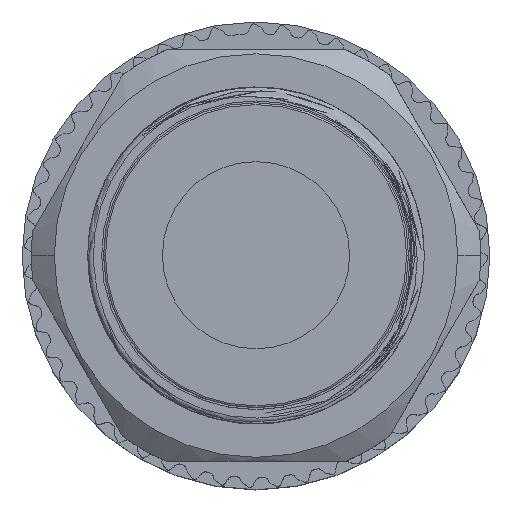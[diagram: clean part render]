
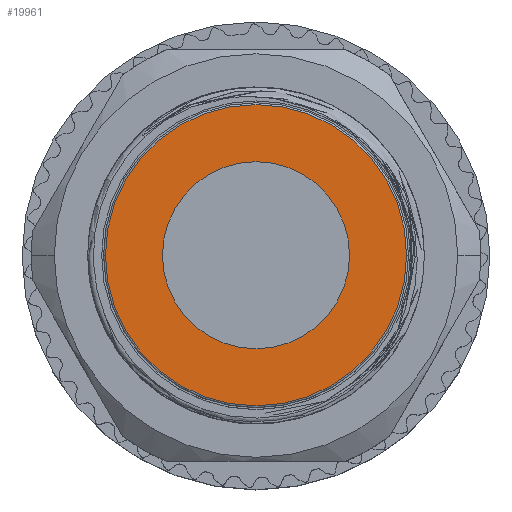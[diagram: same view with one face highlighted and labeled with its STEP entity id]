
A CAD part, top view. The second image highlights one B-rep face of the part: STEP entity #19961.
In plain terms, the highlighted planar face has unit normal (0, 0, 1).
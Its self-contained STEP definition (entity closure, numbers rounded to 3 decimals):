
#1093 = VERTEX_POINT ( 'NONE', #34043 ) ;
#1818 = AXIS2_PLACEMENT_3D ( 'NONE', #25656, #18881, #19448 ) ;
#2745 = EDGE_LOOP ( 'NONE', ( #10842, #35720 ) ) ;
#4869 = DIRECTION ( 'NONE',  ( 0., 0., 1. ) ) ;
#5138 = VERTEX_POINT ( 'NONE', #19365 ) ;
#5810 = CIRCLE ( 'NONE', #24876, 8.05 ) ;
#5868 = DIRECTION ( 'NONE',  ( 1., 0., 0. ) ) ;
#6159 = DIRECTION ( 'NONE',  ( 0., 0., 1. ) ) ;
#8294 = FACE_BOUND ( 'NONE', #2745, .T. ) ;
#8545 = CARTESIAN_POINT ( 'NONE',  ( 0., 0., 22.25 ) ) ;
#8850 = CIRCLE ( 'NONE', #27186, 5. ) ;
#10842 = ORIENTED_EDGE ( 'NONE', *, *, #38286, .F. ) ;
#11557 = CARTESIAN_POINT ( 'NONE',  ( 0., 0., 22.25 ) ) ;
#14775 = PLANE ( 'NONE',  #40854 ) ;
#14870 = DIRECTION ( 'NONE',  ( 1., 0., 0. ) ) ;
#16006 = CARTESIAN_POINT ( 'NONE',  ( 8.05, 0., 22.25 ) ) ;
#16113 = ORIENTED_EDGE ( 'NONE', *, *, #39904, .T. ) ;
#17475 = DIRECTION ( 'NONE',  ( 1., 0., 0. ) ) ;
#18265 = EDGE_CURVE ( 'NONE', #38348, #5138, #5810, .T. ) ;
#18881 = DIRECTION ( 'NONE',  ( 0., 0., 1. ) ) ;
#19365 = CARTESIAN_POINT ( 'NONE',  ( -8.05, 0., 22.25 ) ) ;
#19448 = DIRECTION ( 'NONE',  ( 1., 0., 0. ) ) ;
#19961 = ADVANCED_FACE ( 'NONE', ( #8294, #38947 ), #14775, .T. ) ;
#20087 = AXIS2_PLACEMENT_3D ( 'NONE', #8545, #4869, #14870 ) ;
#22580 = CIRCLE ( 'NONE', #20087, 5. ) ;
#23853 = DIRECTION ( 'NONE',  ( 0., 0., 1. ) ) ;
#24876 = AXIS2_PLACEMENT_3D ( 'NONE', #41321, #23853, #17475 ) ;
#25656 = CARTESIAN_POINT ( 'NONE',  ( 0., 0., 22.25 ) ) ;
#26648 = ORIENTED_EDGE ( 'NONE', *, *, #18265, .T. ) ;
#27186 = AXIS2_PLACEMENT_3D ( 'NONE', #29445, #6159, #5868 ) ;
#28650 = DIRECTION ( 'NONE',  ( 0., 0., 1. ) ) ;
#29445 = CARTESIAN_POINT ( 'NONE',  ( 0., 0., 22.25 ) ) ;
#29523 = VERTEX_POINT ( 'NONE', #38235 ) ;
#29580 = EDGE_CURVE ( 'NONE', #1093, #29523, #22580, .T. ) ;
#34043 = CARTESIAN_POINT ( 'NONE',  ( -5., 0., 22.25 ) ) ;
#35618 = EDGE_LOOP ( 'NONE', ( #26648, #16113 ) ) ;
#35720 = ORIENTED_EDGE ( 'NONE', *, *, #29580, .F. ) ;
#36722 = CIRCLE ( 'NONE', #1818, 8.05 ) ;
#38235 = CARTESIAN_POINT ( 'NONE',  ( 5., 0., 22.25 ) ) ;
#38286 = EDGE_CURVE ( 'NONE', #29523, #1093, #8850, .T. ) ;
#38348 = VERTEX_POINT ( 'NONE', #16006 ) ;
#38947 = FACE_OUTER_BOUND ( 'NONE', #35618, .T. ) ;
#39904 = EDGE_CURVE ( 'NONE', #5138, #38348, #36722, .T. ) ;
#40854 = AXIS2_PLACEMENT_3D ( 'NONE', #11557, #28650, #42456 ) ;
#41321 = CARTESIAN_POINT ( 'NONE',  ( 0., 0., 22.25 ) ) ;
#42456 = DIRECTION ( 'NONE',  ( 1., 0., 0. ) ) ;
